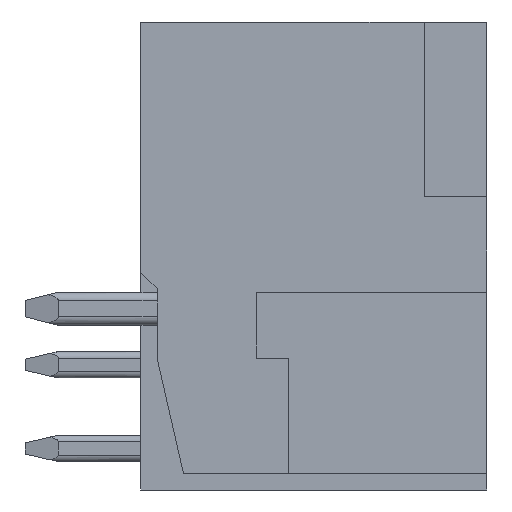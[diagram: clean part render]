
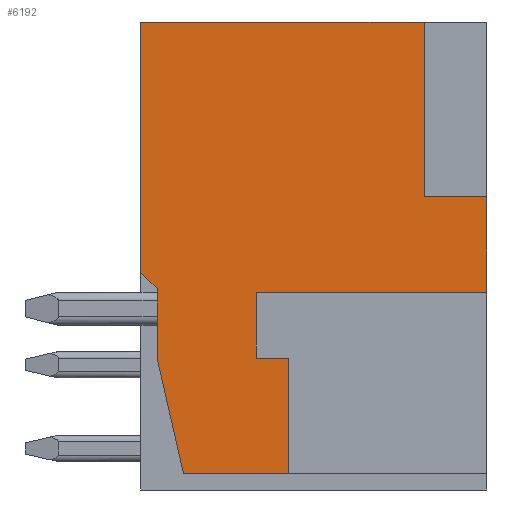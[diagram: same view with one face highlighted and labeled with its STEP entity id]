
A CAD part, front view. The second image highlights one B-rep face of the part: STEP entity #6192.
In plain terms, the highlighted planar face has unit normal (0, -1, 0).
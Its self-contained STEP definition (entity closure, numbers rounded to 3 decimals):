
#122=DIRECTION('',(1.,0.,0.));
#123=VECTOR('',#122,7.);
#124=CARTESIAN_POINT('',(-1.75,-10.13,-1.1));
#125=LINE('',#124,#123);
#602=DIRECTION('',(0.223,0.,-0.975));
#603=VECTOR('',#602,3.59);
#604=CARTESIAN_POINT('',(-4.75,-10.13,-3.1));
#605=LINE('',#604,#603);
#606=DIRECTION('',(0.,0.,1.));
#607=VECTOR('',#606,2.1);
#608=CARTESIAN_POINT('',(-4.75,-10.13,-3.1));
#609=LINE('',#608,#607);
#610=DIRECTION('',(0.707,0.,-0.707));
#611=VECTOR('',#610,0.707);
#612=CARTESIAN_POINT('',(-5.25,-10.13,-0.5));
#613=LINE('',#612,#611);
#614=DIRECTION('',(0.,0.,-1.));
#615=VECTOR('',#614,7.6);
#616=CARTESIAN_POINT('',(-5.25,-10.13,7.1));
#617=LINE('',#616,#615);
#618=DIRECTION('',(-1.,0.,0.));
#619=VECTOR('',#618,8.6);
#620=CARTESIAN_POINT('',(3.35,-10.13,7.1));
#621=LINE('',#620,#619);
#622=DIRECTION('',(0.,0.,-1.));
#623=VECTOR('',#622,5.3);
#624=CARTESIAN_POINT('',(3.35,-10.13,7.1));
#625=LINE('',#624,#623);
#626=DIRECTION('',(-1.,0.,0.));
#627=VECTOR('',#626,1.9);
#628=CARTESIAN_POINT('',(5.25,-10.13,1.8));
#629=LINE('',#628,#627);
#630=DIRECTION('',(0.,0.,1.));
#631=VECTOR('',#630,2.9);
#632=CARTESIAN_POINT('',(5.25,-10.13,-1.1));
#633=LINE('',#632,#631);
#634=DIRECTION('',(0.,0.,-1.));
#635=VECTOR('',#634,2.);
#636=CARTESIAN_POINT('',(-1.75,-10.13,-1.1));
#637=LINE('',#636,#635);
#638=DIRECTION('',(1.,0.,0.));
#639=VECTOR('',#638,1.);
#640=CARTESIAN_POINT('',(-1.75,-10.13,-3.1));
#641=LINE('',#640,#639);
#642=DIRECTION('',(0.,0.,1.));
#643=VECTOR('',#642,3.5);
#644=CARTESIAN_POINT('',(-0.75,-10.13,-6.6));
#645=LINE('',#644,#643);
#646=DIRECTION('',(1.,0.,0.));
#647=VECTOR('',#646,3.2);
#648=CARTESIAN_POINT('',(-3.95,-10.13,-6.6));
#649=LINE('',#648,#647);
#4435=CARTESIAN_POINT('',(-5.25,-10.13,7.1));
#4437=VERTEX_POINT('',#4435);
#4465=CARTESIAN_POINT('',(3.35,-10.13,7.1));
#4466=VERTEX_POINT('',#4465);
#4467=CARTESIAN_POINT('',(5.25,-10.13,1.8));
#4469=VERTEX_POINT('',#4467);
#4477=CARTESIAN_POINT('',(3.35,-10.13,1.8));
#4478=VERTEX_POINT('',#4477);
#4517=CARTESIAN_POINT('',(5.25,-10.13,-1.1));
#4518=VERTEX_POINT('',#4517);
#4523=CARTESIAN_POINT('',(-1.75,-10.13,-3.1));
#4524=CARTESIAN_POINT('',(-0.75,-10.13,-3.1));
#4525=VERTEX_POINT('',#4523);
#4526=VERTEX_POINT('',#4524);
#4529=CARTESIAN_POINT('',(-0.75,-10.13,-6.6));
#4530=VERTEX_POINT('',#4529);
#4531=CARTESIAN_POINT('',(-1.75,-10.13,-1.1));
#4532=VERTEX_POINT('',#4531);
#4535=CARTESIAN_POINT('',(-5.25,-10.13,-0.5));
#4536=CARTESIAN_POINT('',(-4.75,-10.13,-1.));
#4537=VERTEX_POINT('',#4535);
#4538=VERTEX_POINT('',#4536);
#4551=CARTESIAN_POINT('',(-4.75,-10.13,-3.1));
#4552=CARTESIAN_POINT('',(-3.95,-10.13,-6.6));
#4553=VERTEX_POINT('',#4551);
#4554=VERTEX_POINT('',#4552);
#6164=CARTESIAN_POINT('',(0.,-10.13,0.));
#6165=DIRECTION('',(0.,-1.,0.));
#6166=DIRECTION('',(1.,0.,0.));
#6167=AXIS2_PLACEMENT_3D('',#6164,#6165,#6166);
#6168=PLANE('',#6167);
#6169=ORIENTED_EDGE('',*,*,#6155,.F.);
#6170=ORIENTED_EDGE('',*,*,#6095,.T.);
#6172=ORIENTED_EDGE('',*,*,#6171,.F.);
#6174=ORIENTED_EDGE('',*,*,#6173,.F.);
#6176=ORIENTED_EDGE('',*,*,#6175,.F.);
#6178=ORIENTED_EDGE('',*,*,#6177,.T.);
#6180=ORIENTED_EDGE('',*,*,#6179,.F.);
#6182=ORIENTED_EDGE('',*,*,#6181,.F.);
#6183=ORIENTED_EDGE('',*,*,#5596,.F.);
#6184=ORIENTED_EDGE('',*,*,#5654,.T.);
#6186=ORIENTED_EDGE('',*,*,#6185,.T.);
#6188=ORIENTED_EDGE('',*,*,#6187,.F.);
#6189=ORIENTED_EDGE('',*,*,#5777,.F.);
#6190=EDGE_LOOP('',(#6169,#6170,#6172,#6174,#6176,#6178,#6180,#6182,#6183,#6184,
#6186,#6188,#6189));
#6191=FACE_OUTER_BOUND('',#6190,.F.);
#6192=ADVANCED_FACE('',(#6191),#6168,.T.);
#5596=EDGE_CURVE('',#4532,#4518,#125,.T.);
#5654=EDGE_CURVE('',#4532,#4525,#637,.T.);
#5777=EDGE_CURVE('',#4554,#4530,#649,.T.);
#6095=EDGE_CURVE('',#4553,#4538,#609,.T.);
#6155=EDGE_CURVE('',#4553,#4554,#605,.T.);
#6171=EDGE_CURVE('',#4537,#4538,#613,.T.);
#6173=EDGE_CURVE('',#4437,#4537,#617,.T.);
#6175=EDGE_CURVE('',#4466,#4437,#621,.T.);
#6177=EDGE_CURVE('',#4466,#4478,#625,.T.);
#6179=EDGE_CURVE('',#4469,#4478,#629,.T.);
#6181=EDGE_CURVE('',#4518,#4469,#633,.T.);
#6185=EDGE_CURVE('',#4525,#4526,#641,.T.);
#6187=EDGE_CURVE('',#4530,#4526,#645,.T.);
